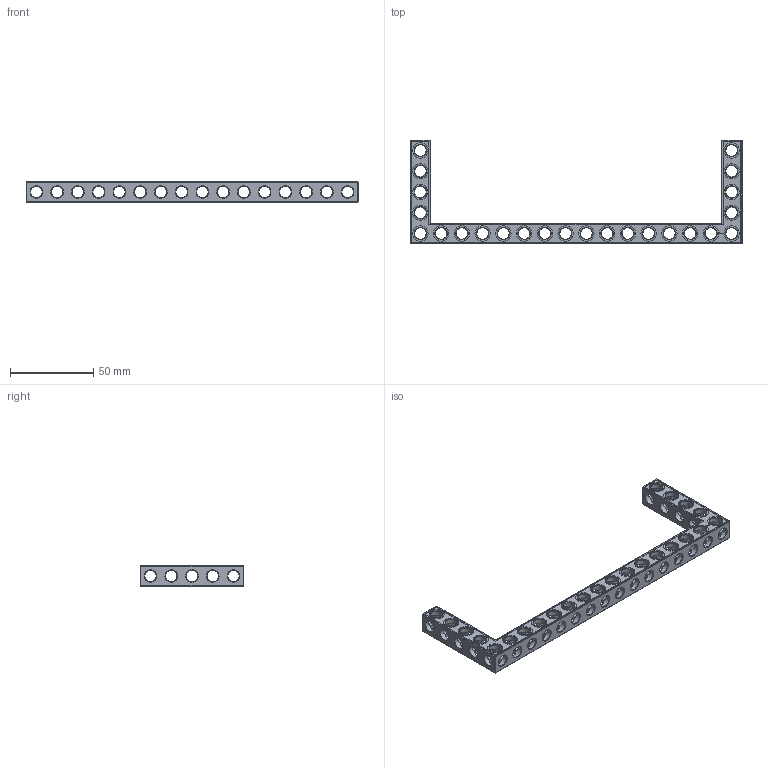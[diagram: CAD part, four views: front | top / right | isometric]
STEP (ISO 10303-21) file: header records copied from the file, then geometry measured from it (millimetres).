
FILE_DESCRIPTION(('FreeCAD Model'),'2;1');
FILE_NAME('Open CASCADE Shape Model','2022-03-06T13:54:21',('Author'),( ''),'Open CASCADE STEP processor 7.5','FreeCAD','Unknown');
FILE_SCHEMA(('AUTOMOTIVE_DESIGN { 1 0 10303 214 1 1 1 1 }'));
Products named in the file (1): Beam AGD ESS USH SYM BU16x05x01 - SPN-BEM-0559 (stemfie.org)
Bounding box: 200 x 62.5 x 12.5 mm (x, y, z)
Volume: 23440.7 mm3; surface area: 21018 mm2
Topology: 1 solids, 1 shells, 821 faces, 2459 edges, 1601 vertices
Faces by surface type: plane 396, extrusion 182, cylinder 145, cone 98
Full cylindrical faces by diameter (mm): 6.98 x12, 7 x109, 9.2 x24
Entity records: 106228 total; most frequent: CARTESIAN_POINT 60077, DIRECTION 7493, ORIENTED_EDGE 4918, PCURVE 4918, DEFINITIONAL_REPRESENTATION 4918, VECTOR 4913, LINE 4731, EDGE_CURVE 2459
